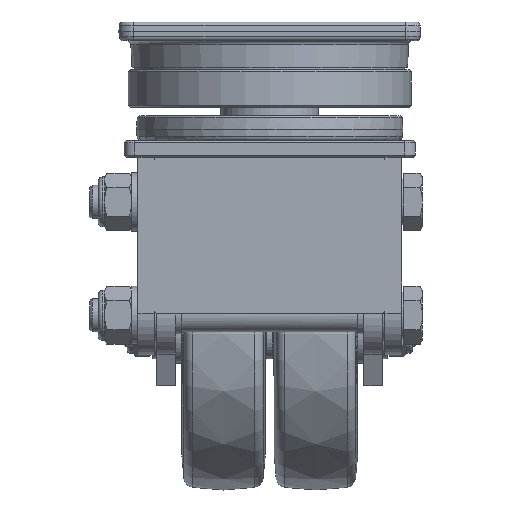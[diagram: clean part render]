
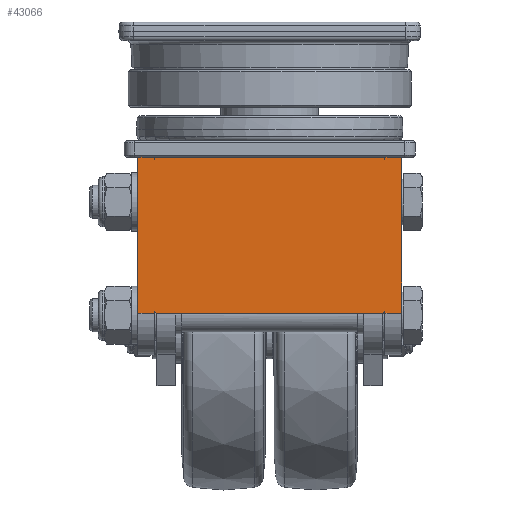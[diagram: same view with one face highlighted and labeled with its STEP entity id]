
A CAD part, left-side view. The second image highlights one B-rep face of the part: STEP entity #43066.
In plain terms, the highlighted planar face has unit normal (-1, 0, 0).
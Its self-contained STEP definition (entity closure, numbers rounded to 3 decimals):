
#4368=LINE('',#61787,#7387);
#4373=LINE('',#61810,#7392);
#4374=LINE('',#61812,#7393);
#4375=LINE('',#61814,#7394);
#4376=LINE('',#61816,#7395);
#4377=LINE('',#61817,#7396);
#4378=LINE('',#61819,#7397);
#4379=LINE('',#61821,#7398);
#4380=LINE('',#61823,#7399);
#4381=LINE('',#61825,#7400);
#4382=LINE('',#61826,#7401);
#4383=LINE('',#61827,#7402);
#7387=VECTOR('',#50782,10.);
#7392=VECTOR('',#50803,10.);
#7393=VECTOR('',#50804,10.);
#7394=VECTOR('',#50805,10.);
#7395=VECTOR('',#50806,10.);
#7396=VECTOR('',#50807,10.);
#7397=VECTOR('',#50808,10.);
#7398=VECTOR('',#50809,10.);
#7399=VECTOR('',#50810,10.);
#7400=VECTOR('',#50811,10.);
#7401=VECTOR('',#50812,10.);
#7402=VECTOR('',#50813,10.);
#12907=FACE_OUTER_BOUND('',#15353,.T.);
#15353=EDGE_LOOP('',(#32651,#32652,#32653,#32654,#32655,#32656,#32657,#32658,
#32659,#32660,#32661,#32662,#32663,#32664,#32665,#32666));
#17613=CIRCLE('',#45856,1.);
#17615=CIRCLE('',#45860,1.);
#17617=CIRCLE('',#45863,1.);
#17618=CIRCLE('',#45865,1.);
#19459=VERTEX_POINT('',#61779);
#19460=VERTEX_POINT('',#61781);
#19461=VERTEX_POINT('',#61785);
#19464=VERTEX_POINT('',#61792);
#19467=VERTEX_POINT('',#61800);
#19468=VERTEX_POINT('',#61802);
#19469=VERTEX_POINT('',#61806);
#19470=VERTEX_POINT('',#61807);
#19471=VERTEX_POINT('',#61809);
#19472=VERTEX_POINT('',#61811);
#19473=VERTEX_POINT('',#61813);
#19474=VERTEX_POINT('',#61815);
#19475=VERTEX_POINT('',#61818);
#19476=VERTEX_POINT('',#61820);
#19477=VERTEX_POINT('',#61822);
#19478=VERTEX_POINT('',#61824);
#24333=EDGE_CURVE('',#19459,#19460,#17613,.T.);
#24336=EDGE_CURVE('',#19459,#19461,#4368,.T.);
#24339=EDGE_CURVE('',#19464,#19461,#17615,.T.);
#24343=EDGE_CURVE('',#19467,#19468,#17617,.T.);
#24345=EDGE_CURVE('',#19469,#19470,#17618,.T.);
#24346=EDGE_CURVE('',#19469,#19471,#4373,.T.);
#24347=EDGE_CURVE('',#19472,#19471,#4374,.T.);
#24348=EDGE_CURVE('',#19473,#19472,#4375,.T.);
#24349=EDGE_CURVE('',#19474,#19473,#4376,.T.);
#24350=EDGE_CURVE('',#19474,#19460,#4377,.T.);
#24351=EDGE_CURVE('',#19475,#19464,#4378,.T.);
#24352=EDGE_CURVE('',#19475,#19476,#4379,.T.);
#24353=EDGE_CURVE('',#19477,#19476,#4380,.T.);
#24354=EDGE_CURVE('',#19478,#19477,#4381,.T.);
#24355=EDGE_CURVE('',#19468,#19478,#4382,.T.);
#24356=EDGE_CURVE('',#19467,#19470,#4383,.T.);
#32651=ORIENTED_EDGE('',*,*,#24345,.F.);
#32652=ORIENTED_EDGE('',*,*,#24346,.T.);
#32653=ORIENTED_EDGE('',*,*,#24347,.F.);
#32654=ORIENTED_EDGE('',*,*,#24348,.F.);
#32655=ORIENTED_EDGE('',*,*,#24349,.F.);
#32656=ORIENTED_EDGE('',*,*,#24350,.T.);
#32657=ORIENTED_EDGE('',*,*,#24333,.F.);
#32658=ORIENTED_EDGE('',*,*,#24336,.T.);
#32659=ORIENTED_EDGE('',*,*,#24339,.F.);
#32660=ORIENTED_EDGE('',*,*,#24351,.F.);
#32661=ORIENTED_EDGE('',*,*,#24352,.T.);
#32662=ORIENTED_EDGE('',*,*,#24353,.F.);
#32663=ORIENTED_EDGE('',*,*,#24354,.F.);
#32664=ORIENTED_EDGE('',*,*,#24355,.F.);
#32665=ORIENTED_EDGE('',*,*,#24343,.F.);
#32666=ORIENTED_EDGE('',*,*,#24356,.T.);
#41548=PLANE('',#45864);
#43066=ADVANCED_FACE('',(#12907),#41548,.F.);
#45856=AXIS2_PLACEMENT_3D('',#61782,#50776,#50777);
#45860=AXIS2_PLACEMENT_3D('',#61794,#50788,#50789);
#45863=AXIS2_PLACEMENT_3D('',#61803,#50796,#50797);
#45864=AXIS2_PLACEMENT_3D('',#61805,#50799,#50800);
#45865=AXIS2_PLACEMENT_3D('',#61808,#50801,#50802);
#50776=DIRECTION('center_axis',(1.,0.,0.));
#50777=DIRECTION('ref_axis',(0.,-0.707,0.707));
#50782=DIRECTION('',(0.,1.,0.));
#50788=DIRECTION('center_axis',(1.,0.,0.));
#50789=DIRECTION('ref_axis',(0.,0.707,0.707));
#50796=DIRECTION('center_axis',(1.,0.,0.));
#50797=DIRECTION('ref_axis',(0.,0.707,-0.707));
#50799=DIRECTION('center_axis',(1.,0.,0.));
#50800=DIRECTION('ref_axis',(0.,0.,
-1.));
#50801=DIRECTION('center_axis',(1.,0.,0.));
#50802=DIRECTION('ref_axis',(0.,-0.707,-0.707));
#50803=DIRECTION('',(0.,0.,-1.));
#50804=DIRECTION('',(0.,1.,0.));
#50805=DIRECTION('',(0.,0.,-1.));
#50806=DIRECTION('',(0.,-1.,0.));
#50807=DIRECTION('',(0.,0.,-1.));
#50808=DIRECTION('',(0.,0.,-1.));
#50809=DIRECTION('',(0.,1.,0.));
#50810=DIRECTION('',(0.,0.,1.));
#50811=DIRECTION('',(0.,1.,0.));
#50812=DIRECTION('',(0.,0.,-1.));
#50813=DIRECTION('',(0.,-1.,0.));
#61779=CARTESIAN_POINT('',(-100.,-54.4,-65.));
#61781=CARTESIAN_POINT('',(-100.,-55.4,-66.));
#61782=CARTESIAN_POINT('Origin',(-100.,-54.4,-66.));
#61785=CARTESIAN_POINT('',(-100.,54.4,-65.));
#61787=CARTESIAN_POINT('',(-100.,-55.4,-65.));
#61792=CARTESIAN_POINT('',(-100.,55.4,-66.));
#61794=CARTESIAN_POINT('Origin',(-100.,54.4,-66.));
#61800=CARTESIAN_POINT('',(-100.,54.4,-140.));
#61802=CARTESIAN_POINT('',(-100.,55.4,-139.));
#61803=CARTESIAN_POINT('Origin',(-100.,54.4,-139.));
#61805=CARTESIAN_POINT('Origin',(-100.,0.,
-102.5));
#61806=CARTESIAN_POINT('',(-100.,-55.4,-139.));
#61807=CARTESIAN_POINT('',(-100.,-54.4,-140.));
#61808=CARTESIAN_POINT('Origin',(-100.,-54.4,-139.));
#61809=CARTESIAN_POINT('',(-100.,-55.4,-140.));
#61810=CARTESIAN_POINT('',(-100.,-55.4,-65.));
#61811=CARTESIAN_POINT('',(-100.,-63.4,-140.));
#61812=CARTESIAN_POINT('',(-100.,-55.4,-140.));
#61813=CARTESIAN_POINT('',(-100.,-63.4,-65.));
#61814=CARTESIAN_POINT('',(-100.,-63.4,-65.));
#61815=CARTESIAN_POINT('',(-100.,-55.4,-65.));
#61816=CARTESIAN_POINT('',(-100.,-55.4,-65.));
#61817=CARTESIAN_POINT('',(-100.,-55.4,-65.));
#61818=CARTESIAN_POINT('',(-100.,55.4,-65.));
#61819=CARTESIAN_POINT('',(-100.,55.4,-65.));
#61820=CARTESIAN_POINT('',(-100.,63.4,-65.));
#61821=CARTESIAN_POINT('',(-100.,55.4,-65.));
#61822=CARTESIAN_POINT('',(-100.,63.4,-140.));
#61823=CARTESIAN_POINT('',(-100.,63.4,-65.));
#61824=CARTESIAN_POINT('',(-100.,55.4,-140.));
#61825=CARTESIAN_POINT('',(-100.,55.4,-140.));
#61826=CARTESIAN_POINT('',(-100.,55.4,-65.));
#61827=CARTESIAN_POINT('',(-100.,55.4,-140.));
